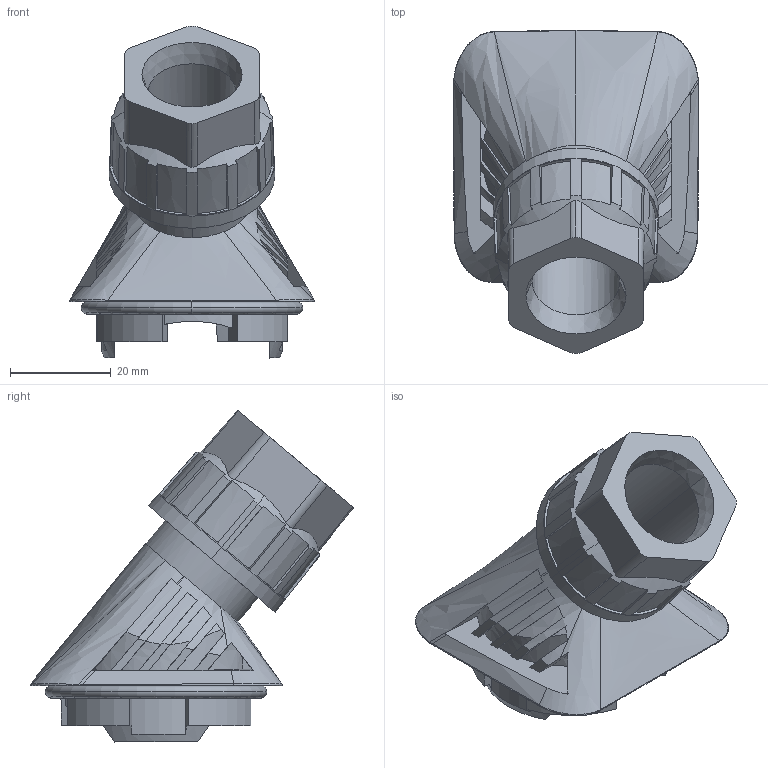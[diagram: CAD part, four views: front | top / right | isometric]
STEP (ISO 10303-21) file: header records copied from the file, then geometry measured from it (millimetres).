
FILE_DESCRIPTION(/* description */ ('Alibre Inc.'),/* implementation_level */ '2;1');
FILE_NAME(/* name */ 'export-BCAC5856-F980-4019-91CE-E85BAD9E8A13',/* time_stamp */ '2022-09-27T10:23:17+02:00',/* author */ (''),/* organization */ (''),/* preprocessor_version */ 'ST-DEVELOPER v17',/* originating_system */ 'Alibre',/* authorisation */ '');
FILE_SCHEMA (('AUTOMOTIVE_DESIGN'));
Length unit declared in the file: millimetre
Products named in the file (2): HC_B_G_M25_PLRBK-select
Bounding box: 48.7 x 64.34 x 65.99 mm (x, y, z)
Volume: 27868.5 mm3; surface area: 15631.7 mm2
Topology: 1 solids, 1 shells, 210 faces, 598 edges, 392 vertices
Faces by surface type: plane 105, bspline 40, cylinder 37, cone 22, torus 6
Entity records: 17133 total; most frequent: CARTESIAN_POINT 12443, ORIENTED_EDGE 1196, DIRECTION 701, EDGE_CURVE 598, VERTEX_POINT 392, AXIS2_PLACEMENT_3D 314, EDGE_LOOP 214, FACE_BOUND 214
